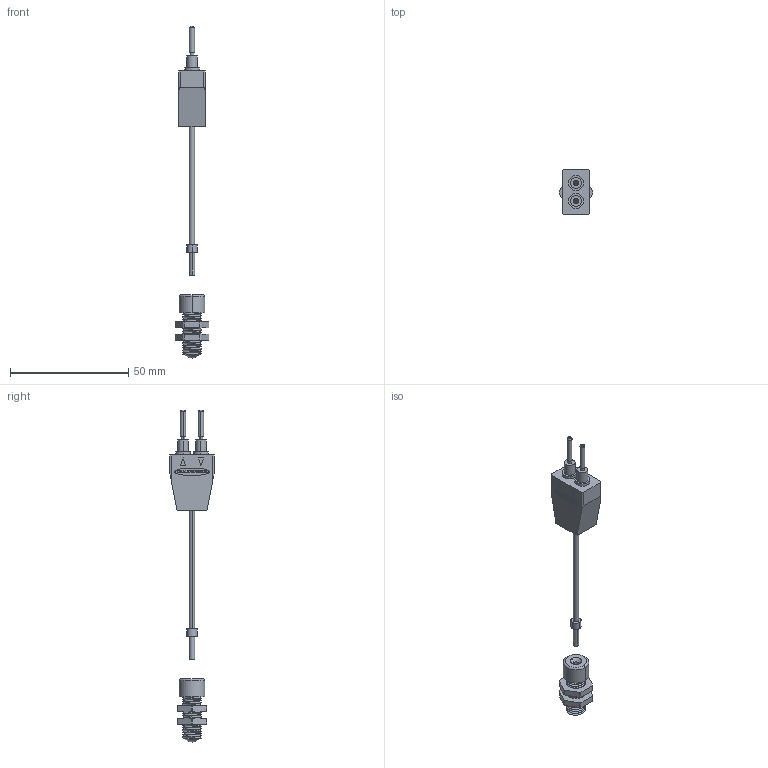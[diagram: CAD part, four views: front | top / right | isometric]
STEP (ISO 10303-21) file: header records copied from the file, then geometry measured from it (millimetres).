
FILE_DESCRIPTION((''),'2;1');
FILE_NAME('161960_ASM','2016-01-05T',('pdmadmin'),(''),'PRO/ENGINEER BY PARAMETRIC TECHNOLOGY CORPORATION, 2013230','PRO/ENGINEER BY PARAMETRIC TECHNOLOGY CORPORATION, 2013230','');
FILE_SCHEMA(('CONFIG_CONTROL_DESIGN'));
Length unit declared in the file: inch
Products named in the file (10): 39285; 33139; 38734; 33267; 33140; 40197; 39365; FIBER_CORE_9X_-25_010_1X_-5_020; 161960_POTTING; 161960_ASM
Assembly tree (11 placements, depth 2):
  161960_ASM
    39285
    33139
    38734
    33267  x2
    33140
    40197
    39365  x2
    FIBER_CORE_9X_-25_010_1X_-5_020
    161960_POTTING
Bounding box: 14.38 x 19.05 x 140.57 mm (x, y, z)
Volume: 5881.7 mm3; surface area: 7833.6 mm2
Topology: 31 solids, 34 shells, 763 faces, 1965 edges, 1292 vertices
Faces by surface type: plane 379, cylinder 328, cone 28, bspline 16, torus 10, revolution 2
Entity records: 28371 total; most frequent: CARTESIAN_POINT 10404, DIRECTION 3712, ORIENTED_EDGE 3690, EDGE_CURVE 1849, AXIS2_PLACEMENT_3D 1272, VERTEX_POINT 1220, VECTOR 1166, LINE 1166
